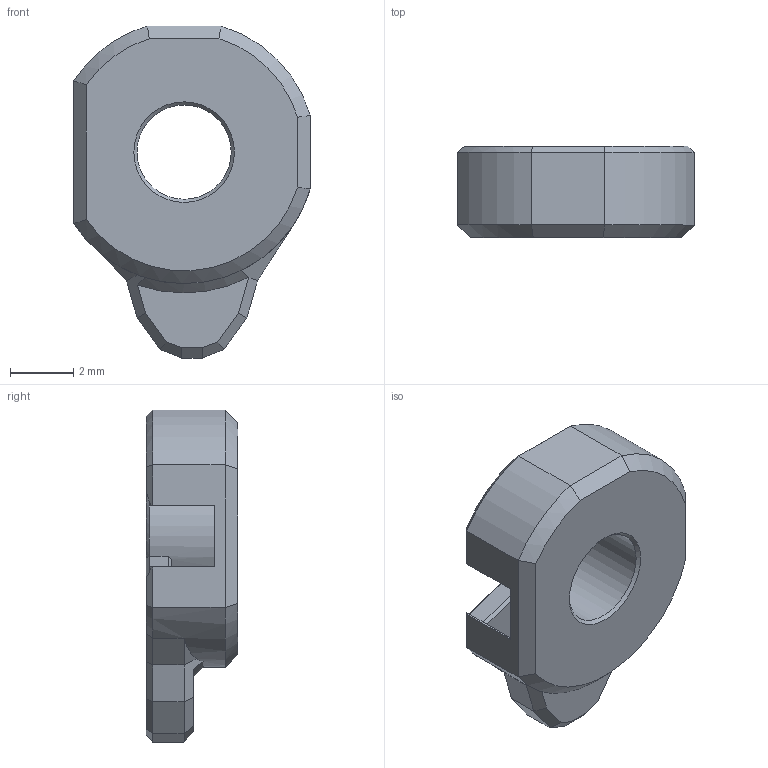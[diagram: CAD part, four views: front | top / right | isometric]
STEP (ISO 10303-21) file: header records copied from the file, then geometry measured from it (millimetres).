
FILE_DESCRIPTION(/* description */ (''),/* implementation_level */ '2;1');
FILE_NAME(/* name */ 'Base_RNEL.step',/* time_stamp */ '2019-04-17T16:31:08-05:00',/* author */ ('savva.morozov'),/* organization */ (''),/* preprocessor_version */ 'ST-DEVELOPER v18',/* originating_system */ 'Autodesk Translation Framework v8.2.0.1029',/* authorisation */ '');
FILE_SCHEMA (('AUTOMOTIVE_DESIGN { 1 0 10303 214 3 1 1 }'));
Length unit declared in the file: millimetre
Products named in the file (1): Savva’s Base Tight
Bounding box: 7.5 x 2.9 x 10.53 mm (x, y, z)
Volume: 85.9 mm3; surface area: 291 mm2
Topology: 1 solids, 1 shells, 88 faces, 225 edges, 137 vertices
Faces by surface type: plane 65, cone 16, cylinder 7
Full cylindrical faces by diameter (mm): 1.775 x1, 2.99 x1, 3.85 x1
Entity records: 2675 total; most frequent: CARTESIAN_POINT 516, ORIENTED_EDGE 450, DIRECTION 439, EDGE_CURVE 225, AXIS2_PLACEMENT_3D 151, LINE 137, VECTOR 137, VERTEX_POINT 137
